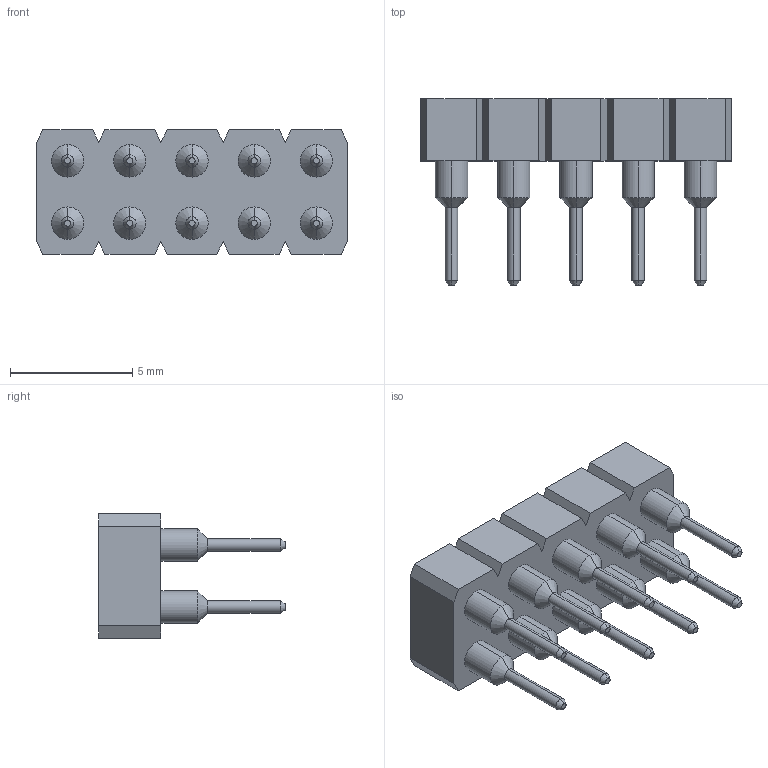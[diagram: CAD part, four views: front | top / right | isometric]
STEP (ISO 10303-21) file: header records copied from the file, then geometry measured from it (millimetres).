
FILE_DESCRIPTION (( 'STEP AP214' ), '1' );
FILE_NAME ('Samtec-$PARTNUMBER.STEP', '2010-06-24T15:52:20', ( 'sysAdmin' ), ( 'SolidWorks' ), 'SwSTEP 2.0', 'SolidWorks 2010', '' );
FILE_SCHEMA (( 'AUTOMOTIVE_DESIGN' ));
Length unit declared in the file: inch
Products named in the file (1): Samtec-$PARTNUMBER
Bounding box: 12.7 x 7.62 x 5.08 mm (x, y, z)
Volume: 181.7 mm3; surface area: 371.9 mm2
Topology: 1 solids, 1 shells, 204 faces, 436 edges, 264 vertices
Faces by surface type: cylinder 80, plane 64, cone 60
Entity records: 6170 total; most frequent: DIRECTION 1046, CARTESIAN_POINT 905, ORIENTED_EDGE 872, EDGE_CURVE 436, AXIS2_PLACEMENT_3D 405, VERTEX_POINT 264, VECTOR 236, LINE 236
